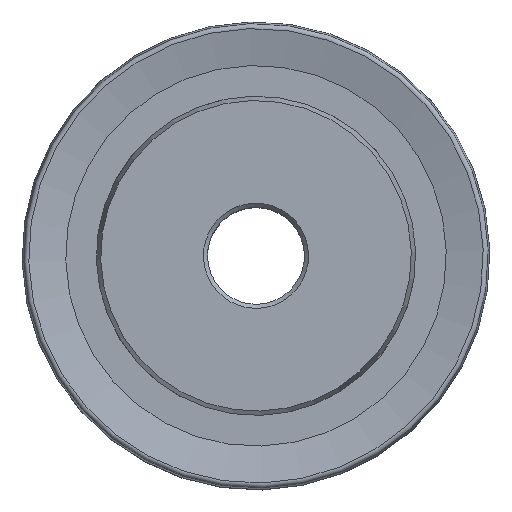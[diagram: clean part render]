
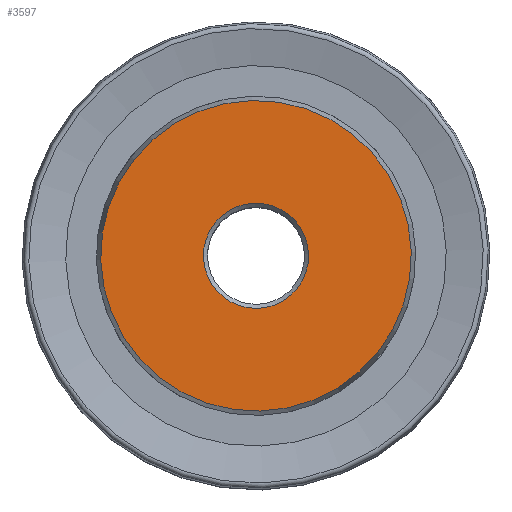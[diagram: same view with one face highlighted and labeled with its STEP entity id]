
A CAD part, top view. The second image highlights one B-rep face of the part: STEP entity #3597.
In plain terms, the highlighted planar face has unit normal (0, 0, 1).
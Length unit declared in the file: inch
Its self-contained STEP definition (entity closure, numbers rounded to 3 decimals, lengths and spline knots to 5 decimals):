
#116=PLANE('',#4033);
#123=FACE_BOUND('',#746,.T.);
#147=CIRCLE('',#3662,0.37844);
#152=CIRCLE('',#3669,0.12811);
#548=FACE_OUTER_BOUND('',#745,.T.);
#745=EDGE_LOOP('',(#3231));
#746=EDGE_LOOP('',(#3232));
#1378=VERTEX_POINT('',#6743);
#1383=VERTEX_POINT('',#6757);
#1765=EDGE_CURVE('',#1378,#1378,#147,.T.);
#1772=EDGE_CURVE('',#1383,#1383,#152,.T.);
#3231=ORIENTED_EDGE('',*,*,#1765,.T.);
#3232=ORIENTED_EDGE('',*,*,#1772,.T.);
#3597=ADVANCED_FACE('',(#548,#123),#116,.T.);
#3662=AXIS2_PLACEMENT_3D('',#6745,#4138,#4139);
#3669=AXIS2_PLACEMENT_3D('',#6759,#4154,#4155);
#4033=AXIS2_PLACEMENT_3D('',#7989,#5084,#5085);
#4138=DIRECTION('center_axis',(0.,0.,1.));
#4139=DIRECTION('ref_axis',(0.,-1.,0.));
#4154=DIRECTION('center_axis',(0.,0.,-1.));
#4155=DIRECTION('ref_axis',(0.,-1.,0.));
#5084=DIRECTION('center_axis',(0.,0.,1.));
#5085=DIRECTION('ref_axis',(0.,1.,0.));
#6743=CARTESIAN_POINT('',(0.,-0.37844,0.25005));
#6745=CARTESIAN_POINT('Origin',(0.,0.,0.25005));
#6757=CARTESIAN_POINT('',(0.,0.12811,0.25005));
#6759=CARTESIAN_POINT('Origin',(0.,0.,0.25005));
#7989=CARTESIAN_POINT('Origin',(0.,0.,0.25005));
